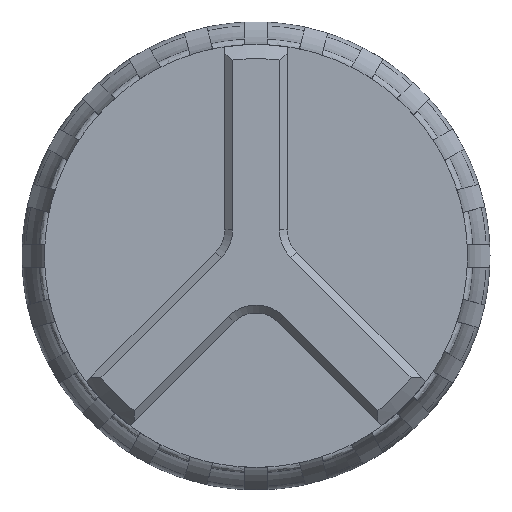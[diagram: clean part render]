
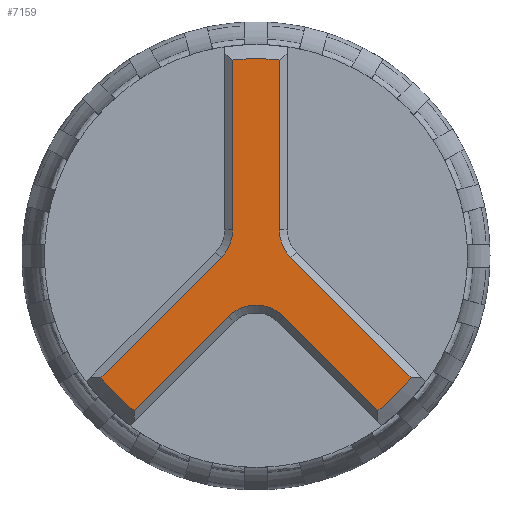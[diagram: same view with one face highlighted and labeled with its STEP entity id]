
A CAD part, top view. The second image highlights one B-rep face of the part: STEP entity #7159.
In plain terms, the highlighted planar face has unit normal (0, 0, 1).
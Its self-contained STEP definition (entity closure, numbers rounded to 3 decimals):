
#6836=CARTESIAN_POINT('',(1.768,-3.903,71.786));
#6837=VERTEX_POINT('',#6836);
#6844=CARTESIAN_POINT('',(-1.768,-3.903,71.786));
#6845=VERTEX_POINT('',#6844);
#6846=CARTESIAN_POINT('',(0.,-5.67,71.786));
#6847=DIRECTION('',(0.,0.,-1.));
#6848=DIRECTION('',(-1.,-0.,-0.));
#6849=AXIS2_PLACEMENT_3D('',#6846,#6847,#6848);
#6850=CIRCLE('',#6849,2.5);
#6851=EDGE_CURVE('',#6845,#6837,#6850,.T.);
#6884=CARTESIAN_POINT('',(7.815,-9.95,71.786));
#6885=VERTEX_POINT('',#6884);
#6893=CARTESIAN_POINT('',(1.768,-3.903,71.786));
#6894=DIRECTION('',(0.707,-0.707,0.));
#6895=VECTOR('',#6894,8.552);
#6896=LINE('',#6893,#6895);
#6897=EDGE_CURVE('',#6837,#6885,#6896,.T.);
#6908=CARTESIAN_POINT('',(9.936,-7.828,71.786));
#6909=VERTEX_POINT('',#6908);
#6910=CARTESIAN_POINT('',(2.232,-0.124,71.786));
#6911=VERTEX_POINT('',#6910);
#6912=CARTESIAN_POINT('',(9.936,-7.828,71.786));
#6913=DIRECTION('',(-0.707,0.707,-0.));
#6914=VECTOR('',#6913,10.895);
#6915=LINE('',#6912,#6914);
#6916=EDGE_CURVE('',#6909,#6911,#6915,.T.);
#6959=CARTESIAN_POINT('',(1.5,1.643,71.786));
#6960=VERTEX_POINT('',#6959);
#6967=CARTESIAN_POINT('',(4.,1.643,71.786));
#6968=DIRECTION('',(0.,0.,-1.));
#6969=DIRECTION('',(-1.,-0.,-0.));
#6970=AXIS2_PLACEMENT_3D('',#6967,#6968,#6969);
#6971=CIRCLE('',#6970,2.5);
#6972=EDGE_CURVE('',#6911,#6960,#6971,.T.);
#6990=CARTESIAN_POINT('',(1.5,12.538,71.786));
#6991=VERTEX_POINT('',#6990);
#6999=CARTESIAN_POINT('',(1.5,1.643,71.786));
#7000=DIRECTION('',(-0.,1.,0.));
#7001=VECTOR('',#7000,10.895);
#7002=LINE('',#6999,#7001);
#7003=EDGE_CURVE('',#6960,#6991,#7002,.T.);
#7014=CARTESIAN_POINT('',(-1.5,12.538,71.786));
#7015=VERTEX_POINT('',#7014);
#7016=CARTESIAN_POINT('',(-1.5,1.643,71.786));
#7017=VERTEX_POINT('',#7016);
#7018=CARTESIAN_POINT('',(-1.5,12.538,71.786));
#7019=DIRECTION('',(0.,-1.,-0.));
#7020=VECTOR('',#7019,10.895);
#7021=LINE('',#7018,#7020);
#7022=EDGE_CURVE('',#7015,#7017,#7021,.T.);
#7065=CARTESIAN_POINT('',(-2.232,-0.124,71.786));
#7066=VERTEX_POINT('',#7065);
#7073=CARTESIAN_POINT('',(-4.,1.643,71.786));
#7074=DIRECTION('',(0.,0.,-1.));
#7075=DIRECTION('',(-1.,-0.,-0.));
#7076=AXIS2_PLACEMENT_3D('',#7073,#7074,#7075);
#7077=CIRCLE('',#7076,2.5);
#7078=EDGE_CURVE('',#7017,#7066,#7077,.T.);
#7096=CARTESIAN_POINT('',(-9.936,-7.828,71.786));
#7097=VERTEX_POINT('',#7096);
#7105=CARTESIAN_POINT('',(-2.232,-0.124,71.786));
#7106=DIRECTION('',(-0.707,-0.707,-0.));
#7107=VECTOR('',#7106,10.895);
#7108=LINE('',#7105,#7107);
#7109=EDGE_CURVE('',#7066,#7097,#7108,.T.);
#7115=CARTESIAN_POINT('',(0.,-0.014,71.786));
#7116=DIRECTION('',(0.,0.,-1.));
#7117=DIRECTION('',(1.,0.,0.));
#7118=AXIS2_PLACEMENT_3D('',#7115,#7116,#7117);
#7119=PLANE('',#7118);
#7120=ORIENTED_EDGE('',*,*,#7109,.T.);
#7121=CARTESIAN_POINT('',(-7.815,-9.95,71.786));
#7122=VERTEX_POINT('',#7121);
#7123=CARTESIAN_POINT('',(0.,-0.014,71.786));
#7124=DIRECTION('',(-0.,-0.,1.));
#7125=DIRECTION('',(1.,0.,0.));
#7126=AXIS2_PLACEMENT_3D('',#7123,#7124,#7125);
#7127=CIRCLE('',#7126,12.641);
#7128=EDGE_CURVE('',#7097,#7122,#7127,.T.);
#7129=ORIENTED_EDGE('',*,*,#7128,.T.);
#7130=CARTESIAN_POINT('',(-7.815,-9.95,71.786));
#7131=DIRECTION('',(0.707,0.707,0.));
#7132=VECTOR('',#7131,8.552);
#7133=LINE('',#7130,#7132);
#7134=EDGE_CURVE('',#7122,#6845,#7133,.T.);
#7135=ORIENTED_EDGE('',*,*,#7134,.T.);
#7136=ORIENTED_EDGE('',*,*,#6851,.T.);
#7137=ORIENTED_EDGE('',*,*,#6897,.T.);
#7138=CARTESIAN_POINT('',(0.,-0.014,71.786));
#7139=DIRECTION('',(-0.,-0.,1.));
#7140=DIRECTION('',(1.,0.,0.));
#7141=AXIS2_PLACEMENT_3D('',#7138,#7139,#7140);
#7142=CIRCLE('',#7141,12.641);
#7143=EDGE_CURVE('',#6885,#6909,#7142,.T.);
#7144=ORIENTED_EDGE('',*,*,#7143,.T.);
#7145=ORIENTED_EDGE('',*,*,#6916,.T.);
#7146=ORIENTED_EDGE('',*,*,#6972,.T.);
#7147=ORIENTED_EDGE('',*,*,#7003,.T.);
#7148=CARTESIAN_POINT('',(0.,-0.014,71.786));
#7149=DIRECTION('',(-0.,-0.,1.));
#7150=DIRECTION('',(1.,0.,0.));
#7151=AXIS2_PLACEMENT_3D('',#7148,#7149,#7150);
#7152=CIRCLE('',#7151,12.641);
#7153=EDGE_CURVE('',#6991,#7015,#7152,.T.);
#7154=ORIENTED_EDGE('',*,*,#7153,.T.);
#7155=ORIENTED_EDGE('',*,*,#7022,.T.);
#7156=ORIENTED_EDGE('',*,*,#7078,.T.);
#7157=EDGE_LOOP('',(#7120,#7129,#7135,#7136,#7137,#7144,#7145,#7146,#7147,#7154,#7155,#7156));
#7158=FACE_BOUND('',#7157,.T.);
#7159=ADVANCED_FACE('',(#7158),#7119,.F.);
